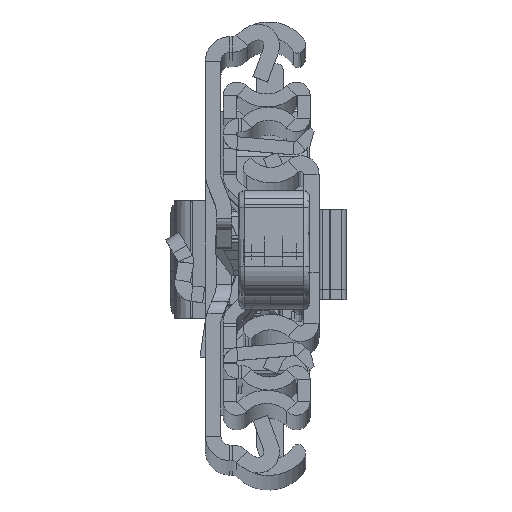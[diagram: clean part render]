
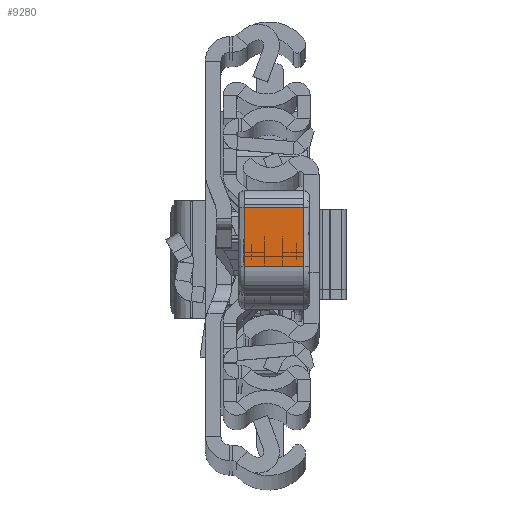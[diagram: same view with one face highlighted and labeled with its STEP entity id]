
A CAD part, top view. The second image highlights one B-rep face of the part: STEP entity #9280.
In plain terms, the highlighted face is planar.
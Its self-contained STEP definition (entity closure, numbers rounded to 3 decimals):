
#1253 = EDGE_CURVE ( 'NONE', #27626, #5726, #30980, .T. ) ;
#1356 = LINE ( 'NONE', #6251, #36194 ) ;
#1456 = ORIENTED_EDGE ( 'NONE', *, *, #38025, .F. ) ;
#2381 = VECTOR ( 'NONE', #10274, 1000. ) ;
#3313 = PLANE ( 'NONE',  #16028 ) ;
#5726 = VERTEX_POINT ( 'NONE', #31968 ) ;
#6251 = CARTESIAN_POINT ( 'NONE',  ( 39.55, -12.274, 0. ) ) ;
#7271 = VERTEX_POINT ( 'NONE', #33473 ) ;
#9253 = VECTOR ( 'NONE', #37209, 1000. ) ;
#9280 = ADVANCED_FACE ( 'NONE', ( #32373 ), #3313, .F. ) ;
#10274 = DIRECTION ( 'NONE',  ( 0., 0., -1. ) ) ;
#10309 = EDGE_LOOP ( 'NONE', ( #19898, #10666, #16161, #1456 ) ) ;
#10666 = ORIENTED_EDGE ( 'NONE', *, *, #26034, .F. ) ;
#11203 = CARTESIAN_POINT ( 'NONE',  ( 39.55, -12.274, -11. ) ) ;
#14478 = DIRECTION ( 'NONE',  ( -1., 0.027, 0. ) ) ;
#16028 = AXIS2_PLACEMENT_3D ( 'NONE', #11203, #14478, #20288 ) ;
#16161 = ORIENTED_EDGE ( 'NONE', *, *, #24962, .F. ) ;
#19890 = VERTEX_POINT ( 'NONE', #21048 ) ;
#19898 = ORIENTED_EDGE ( 'NONE', *, *, #1253, .F. ) ;
#20288 = DIRECTION ( 'NONE',  ( -0.027, -1., 0. ) ) ;
#21048 = CARTESIAN_POINT ( 'NONE',  ( 39.818, -2.465, 0. ) ) ;
#21645 = LINE ( 'NONE', #25068, #2381 ) ;
#24962 = EDGE_CURVE ( 'NONE', #19890, #7271, #21645, .T. ) ;
#25068 = CARTESIAN_POINT ( 'NONE',  ( 39.818, -2.465, -11. ) ) ;
#26034 = EDGE_CURVE ( 'NONE', #7271, #27626, #34920, .T. ) ;
#27626 = VERTEX_POINT ( 'NONE', #28076 ) ;
#28076 = CARTESIAN_POINT ( 'NONE',  ( 39.55, -12.274, -10. ) ) ;
#30980 = LINE ( 'NONE', #34044, #37666 ) ;
#31968 = CARTESIAN_POINT ( 'NONE',  ( 39.55, -12.274, 0. ) ) ;
#32373 = FACE_OUTER_BOUND ( 'NONE', #10309, .T. ) ;
#33473 = CARTESIAN_POINT ( 'NONE',  ( 39.818, -2.465, -10. ) ) ;
#33702 = DIRECTION ( 'NONE',  ( 0.027, 1., 0. ) ) ;
#34044 = CARTESIAN_POINT ( 'NONE',  ( 39.55, -12.274, -11. ) ) ;
#34420 = DIRECTION ( 'NONE',  ( 0., 0., 1. ) ) ;
#34920 = LINE ( 'NONE', #35114, #9253 ) ;
#35114 = CARTESIAN_POINT ( 'NONE',  ( 39.55, -12.274, -10. ) ) ;
#36194 = VECTOR ( 'NONE', #33702, 1000. ) ;
#37209 = DIRECTION ( 'NONE',  ( -0.027, -1., 0. ) ) ;
#37666 = VECTOR ( 'NONE', #34420, 1000. ) ;
#38025 = EDGE_CURVE ( 'NONE', #5726, #19890, #1356, .T. ) ;
